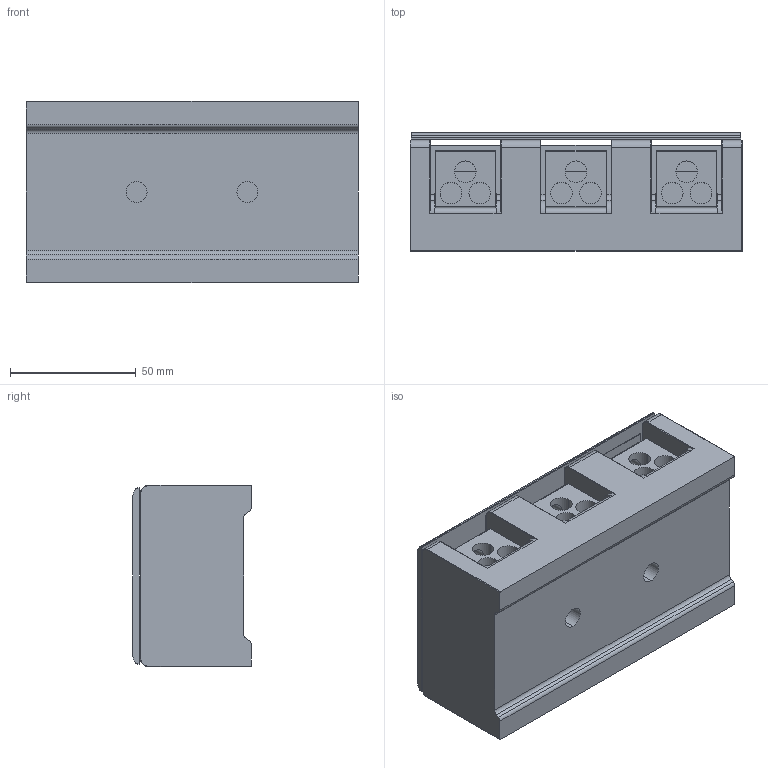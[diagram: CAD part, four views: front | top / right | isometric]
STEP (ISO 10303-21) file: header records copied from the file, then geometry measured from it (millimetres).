
FILE_DESCRIPTION((''),'2;1');
FILE_NAME('11111','2022-06-10T',('Administrator'),(''),'PRO/ENGINEER BY PARAMETRIC TECHNOLOGY CORPORATION, 2013230','PRO/ENGINEER BY PARAMETRIC TECHNOLOGY CORPORATION, 2013230','');
FILE_SCHEMA(('CONFIG_CONTROL_DESIGN'));
Products named in the file (1): 11111
Bounding box: 132 x 47 x 72 mm (x, y, z)
Volume: 297623.5 mm3; surface area: 87074.6 mm2
Topology: 1 solids, 2 shells, 1628 faces, 4561 edges, 3002 vertices
Faces by surface type: plane 1294, cylinder 265, torus 28, cone 20, sphere 12, bspline 5, extrusion 4
Entity records: 64626 total; most frequent: CARTESIAN_POINT 11891, ORIENTED_EDGE 9086, DIRECTION 8066, EDGE_CURVE 4543, VECTOR 3816, LINE 3812, VERTEX_POINT 3002, AXIS2_PLACEMENT_3D 2125
